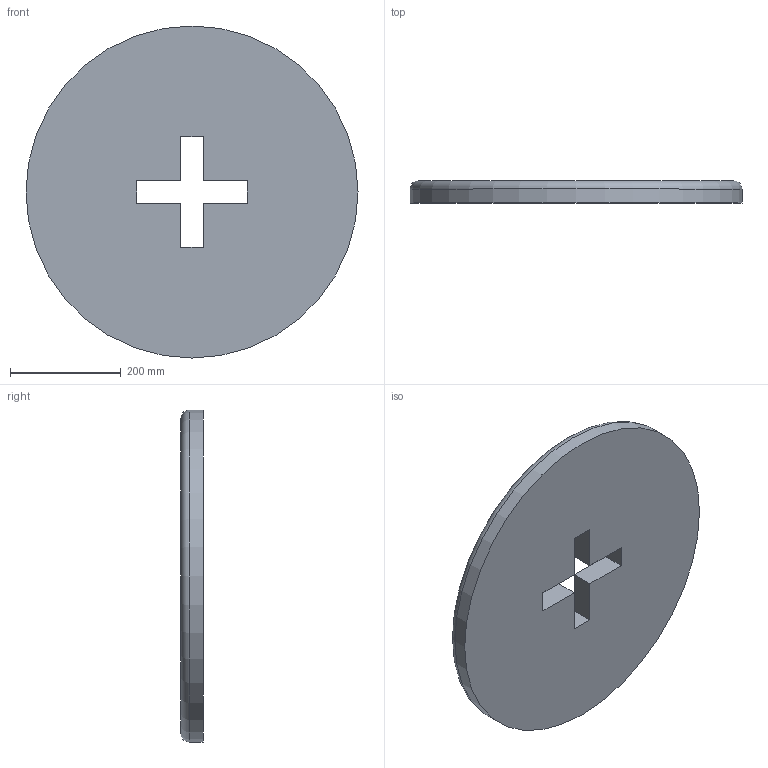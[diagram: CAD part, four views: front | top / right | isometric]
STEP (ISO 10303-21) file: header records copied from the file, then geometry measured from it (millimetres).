
FILE_DESCRIPTION(/* description */ (''),/* implementation_level */ '2;1');
FILE_NAME(/* name */ 'Base.step',/* time_stamp */ '2018-04-05T18:52:05+01:00',/* author */ ('diazjavi55'),/* organization */ (''),/* preprocessor_version */ 'ST-DEVELOPER v16.13',/* originating_system */ 'Autodesk Translation Framework v6.5.0.72',/* authorisation */ '');
FILE_SCHEMA (('AUTOMOTIVE_DESIGN { 1 0 10303 214 3 1 1 }'));
Length unit declared in the file: millimetre
Products named in the file (1): Base
Bounding box: 600 x 40 x 600 mm (x, y, z)
Volume: 10643734.2 mm3; surface area: 631849.4 mm2
Topology: 1 solids, 1 shells, 16 faces, 43 edges, 29 vertices
Faces by surface type: plane 14, torus 1, cylinder 1
Full cylindrical faces by diameter (mm): 600 x1
Entity records: 545 total; most frequent: CARTESIAN_POINT 89, ORIENTED_EDGE 86, DIRECTION 83, EDGE_CURVE 43, LINE 37, VECTOR 37, VERTEX_POINT 29, AXIS2_PLACEMENT_3D 23
